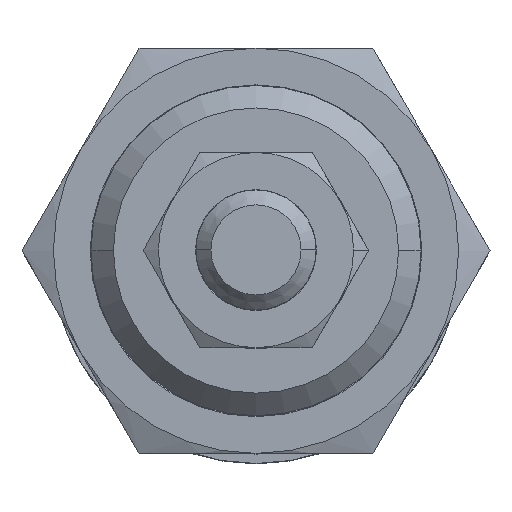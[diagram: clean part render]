
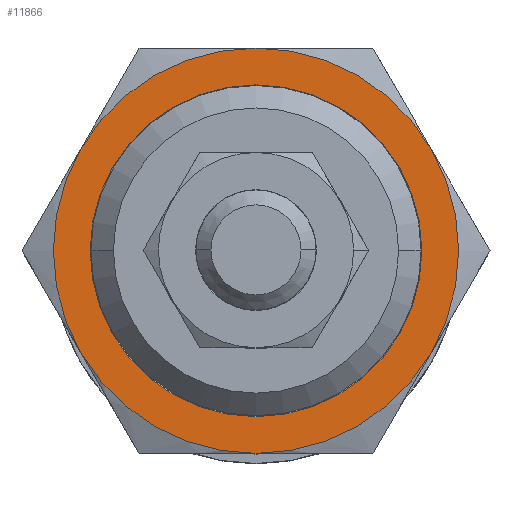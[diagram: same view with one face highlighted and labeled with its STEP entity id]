
A CAD part, top view. The second image highlights one B-rep face of the part: STEP entity #11866.
In plain terms, the highlighted planar face has unit normal (0, 0, 1).
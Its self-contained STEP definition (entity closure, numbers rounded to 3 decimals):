
#169 = AXIS2_PLACEMENT_3D ( 'NONE', #10926, #19943, #23821 ) ;
#423 = EDGE_CURVE ( 'NONE', #4001, #21503, #23673, .T. ) ;
#655 = VERTEX_POINT ( 'NONE', #19725 ) ;
#692 = EDGE_CURVE ( 'NONE', #5812, #4001, #12546, .T. ) ;
#969 = DIRECTION ( 'NONE',  ( 0.866, 0.5, 0. ) ) ;
#1182 = CIRCLE ( 'NONE', #6356, 13.5 ) ;
#1255 = CARTESIAN_POINT ( 'NONE',  ( 0., 0., 399. ) ) ;
#1731 = EDGE_CURVE ( 'NONE', #10367, #5812, #13386, .T. ) ;
#1811 = FACE_BOUND ( 'NONE', #8310, .T. ) ;
#2256 = AXIS2_PLACEMENT_3D ( 'NONE', #17508, #8045, #3941 ) ;
#2614 = ORIENTED_EDGE ( 'NONE', *, *, #21256, .F. ) ;
#2738 = AXIS2_PLACEMENT_3D ( 'NONE', #6486, #17813, #17684 ) ;
#3176 = DIRECTION ( 'NONE',  ( 0.866, 0.5, 0. ) ) ;
#3412 = AXIS2_PLACEMENT_3D ( 'NONE', #16738, #24334, #3176 ) ;
#3603 = EDGE_CURVE ( 'NONE', #13447, #11778, #21438, .T. ) ;
#3768 = EDGE_CURVE ( 'NONE', #21503, #655, #1182, .T. ) ;
#3941 = DIRECTION ( 'NONE',  ( 0.866, 0.5, 0. ) ) ;
#4001 = VERTEX_POINT ( 'NONE', #11454 ) ;
#4027 = ORIENTED_EDGE ( 'NONE', *, *, #1731, .F. ) ;
#4054 = CARTESIAN_POINT ( 'NONE',  ( 0., 0., 399. ) ) ;
#5572 = DIRECTION ( 'NONE',  ( 0.866, 0.5, 0. ) ) ;
#5812 = VERTEX_POINT ( 'NONE', #20470 ) ;
#6116 = CARTESIAN_POINT ( 'NONE',  ( 9.57, 5.525, 399. ) ) ;
#6356 = AXIS2_PLACEMENT_3D ( 'NONE', #1255, #14825, #18304 ) ;
#6486 = CARTESIAN_POINT ( 'NONE',  ( 0., 0., 399. ) ) ;
#6866 = CIRCLE ( 'NONE', #20350, 13.5 ) ;
#7078 = DIRECTION ( 'NONE',  ( 0., 0., -1. ) ) ;
#8039 = DIRECTION ( 'NONE',  ( 0., 0., -1. ) ) ;
#8045 = DIRECTION ( 'NONE',  ( 0., 0., -1. ) ) ;
#8227 = ORIENTED_EDGE ( 'NONE', *, *, #18441, .F. ) ;
#8310 = EDGE_LOOP ( 'NONE', ( #21718, #12439 ) ) ;
#8792 = CIRCLE ( 'NONE', #18720, 11.05 ) ;
#8864 = AXIS2_PLACEMENT_3D ( 'NONE', #9905, #18868, #17367 ) ;
#9779 = FACE_OUTER_BOUND ( 'NONE', #11335, .T. ) ;
#9905 = CARTESIAN_POINT ( 'NONE',  ( 0., 0., 399. ) ) ;
#10367 = VERTEX_POINT ( 'NONE', #15527 ) ;
#10890 = EDGE_CURVE ( 'NONE', #11778, #13447, #8792, .T. ) ;
#10926 = CARTESIAN_POINT ( 'NONE',  ( 0., 0., 399. ) ) ;
#11281 = PLANE ( 'NONE',  #8864 ) ;
#11335 = EDGE_LOOP ( 'NONE', ( #23049, #4027, #8227, #2614, #15843, #24263 ) ) ;
#11454 = CARTESIAN_POINT ( 'NONE',  ( 11.691, -6.75, 399. ) ) ;
#11778 = VERTEX_POINT ( 'NONE', #20477 ) ;
#11866 = ADVANCED_FACE ( 'NONE', ( #1811, #9779 ), #11281, .F. ) ;
#12439 = ORIENTED_EDGE ( 'NONE', *, *, #3603, .T. ) ;
#12546 = CIRCLE ( 'NONE', #3412, 13.5 ) ;
#13386 = CIRCLE ( 'NONE', #2256, 13.5 ) ;
#13447 = VERTEX_POINT ( 'NONE', #6116 ) ;
#14593 = CARTESIAN_POINT ( 'NONE',  ( 0., 0., 399. ) ) ;
#14825 = DIRECTION ( 'NONE',  ( 0., 0., -1. ) ) ;
#15527 = CARTESIAN_POINT ( 'NONE',  ( 0., 13.5, 399. ) ) ;
#15631 = CARTESIAN_POINT ( 'NONE',  ( -11.691, 6.75, 399. ) ) ;
#15705 = AXIS2_PLACEMENT_3D ( 'NONE', #4054, #8039, #5572 ) ;
#15843 = ORIENTED_EDGE ( 'NONE', *, *, #3768, .F. ) ;
#15949 = DIRECTION ( 'NONE',  ( 0.866, 0.5, 0. ) ) ;
#16464 = CIRCLE ( 'NONE', #169, 13.5 ) ;
#16738 = CARTESIAN_POINT ( 'NONE',  ( 0., 0., 399. ) ) ;
#17367 = DIRECTION ( 'NONE',  ( 0.866, 0.5, 0. ) ) ;
#17385 = CARTESIAN_POINT ( 'NONE',  ( 0., -13.5, 399. ) ) ;
#17508 = CARTESIAN_POINT ( 'NONE',  ( 0., 0., 399. ) ) ;
#17684 = DIRECTION ( 'NONE',  ( 0.866, 0.5, 0. ) ) ;
#17813 = DIRECTION ( 'NONE',  ( 0., 0., -1. ) ) ;
#17900 = CARTESIAN_POINT ( 'NONE',  ( 0., 0., 399. ) ) ;
#18192 = DIRECTION ( 'NONE',  ( 0., 0., -1. ) ) ;
#18304 = DIRECTION ( 'NONE',  ( 0.866, 0.5, 0. ) ) ;
#18441 = EDGE_CURVE ( 'NONE', #22711, #10367, #16464, .T. ) ;
#18720 = AXIS2_PLACEMENT_3D ( 'NONE', #14593, #18192, #15949 ) ;
#18868 = DIRECTION ( 'NONE',  ( 0., 0., -1. ) ) ;
#19725 = CARTESIAN_POINT ( 'NONE',  ( -11.691, -6.75, 399. ) ) ;
#19943 = DIRECTION ( 'NONE',  ( 0., 0., -1. ) ) ;
#20350 = AXIS2_PLACEMENT_3D ( 'NONE', #17900, #7078, #969 ) ;
#20470 = CARTESIAN_POINT ( 'NONE',  ( 11.691, 6.75, 399. ) ) ;
#20477 = CARTESIAN_POINT ( 'NONE',  ( -9.57, -5.525, 399. ) ) ;
#21256 = EDGE_CURVE ( 'NONE', #655, #22711, #6866, .T. ) ;
#21438 = CIRCLE ( 'NONE', #2738, 11.05 ) ;
#21503 = VERTEX_POINT ( 'NONE', #17385 ) ;
#21718 = ORIENTED_EDGE ( 'NONE', *, *, #10890, .T. ) ;
#22711 = VERTEX_POINT ( 'NONE', #15631 ) ;
#23049 = ORIENTED_EDGE ( 'NONE', *, *, #692, .F. ) ;
#23673 = CIRCLE ( 'NONE', #15705, 13.5 ) ;
#23821 = DIRECTION ( 'NONE',  ( 0.866, 0.5, 0. ) ) ;
#24263 = ORIENTED_EDGE ( 'NONE', *, *, #423, .F. ) ;
#24334 = DIRECTION ( 'NONE',  ( 0., 0., -1. ) ) ;
